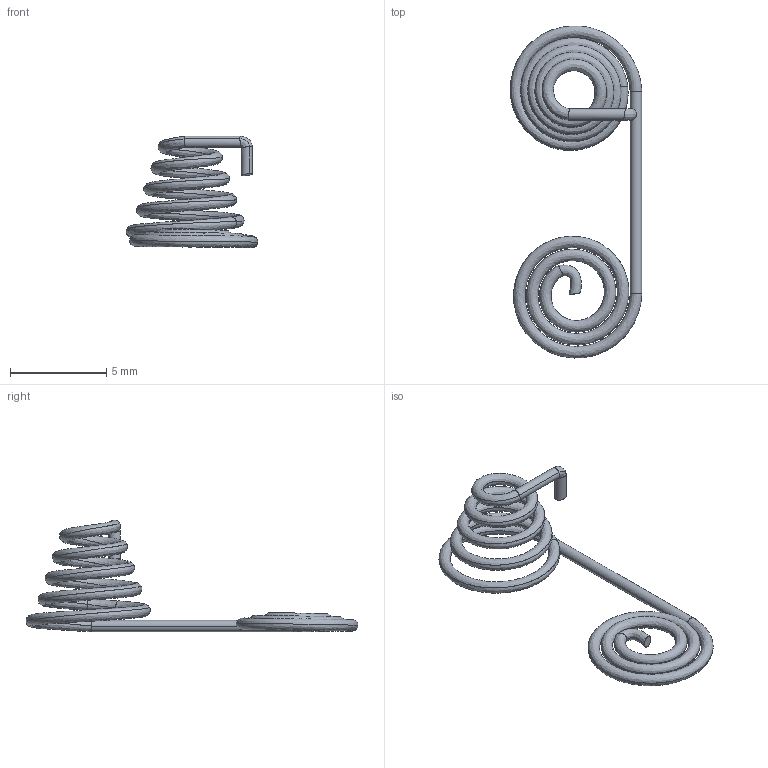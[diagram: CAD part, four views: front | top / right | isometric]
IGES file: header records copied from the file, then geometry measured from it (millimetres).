
Start section: START RECORD GO HERE.
Global section: file name: Terminal+-900.igs; native system: DASSAULT SYSTEMES CATIA V5 R20 - www.3ds.com; preprocessor: CATIA Version 5 Release 20 SP 4 ; author: yoshiki_kobayashi; organization: ENG_CAD_Note3; date: 20140321.131516; units: millimetre
Bounding box: 6.84 x 17.24 x 5.8 mm (x, y, z)
Surface area: 223.9 mm2 (no closed solid volume)
Topology: 0 solids, 0 shells, 20 faces, 76 edges, 76 vertices
Faces by surface type: bspline 10, extrusion 4, revolution 4, plane 2
